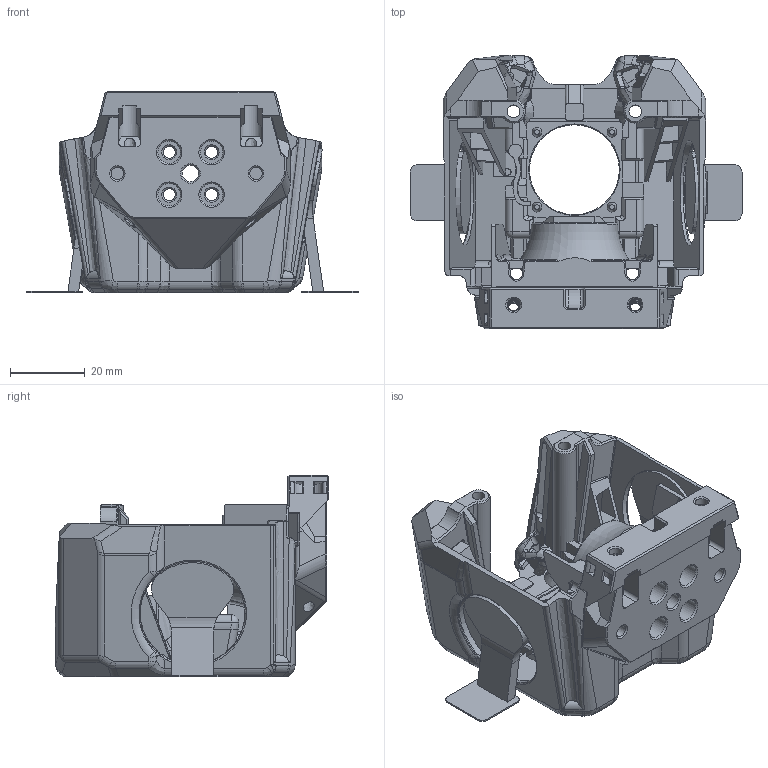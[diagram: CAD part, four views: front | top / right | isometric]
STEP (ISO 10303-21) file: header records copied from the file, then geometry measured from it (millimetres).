
FILE_DESCRIPTION(/* description */ ('STEP AP242','CAx-IF Rec.Pracs.---Representation and Presentation of Product Manufacturing Information (PMI)---4.0---2014-10-13','CAx-IF Rec.Pracs.---3D Tessellated Geometry---0.4---2014-09-14','2;1'),/* implementation_level */ '2;1');
FILE_NAME(/* name */ 'A4T Cowling - Teakettle - G2-Orbiter spacing [cw2-tap]',/* time_stamp */ '2025-01-14T09:48:49Z',/* author */ (''),/* organization */ (''),/* preprocessor_version */ 'ST-DEVELOPER v20',/* originating_system */ 'ONSHAPE BY PTC INC, 1.192',/* authorisation */ ' ');
FILE_SCHEMA (('AP242_MANAGED_MODEL_BASED_3D_ENGINEERING_MIM_LF { 1 0 10303 442 1 1 4 }'));
Products named in the file (6): Support_LED-slots; Support_Fan-slot; Support_Duct_Right; A4T Cowling - Teakettle; Support_Duct_Left
Bounding box: 88.58 x 73.04 x 53.8 mm (x, y, z)
Volume: 63514.9 mm3; surface area: 42005.6 mm2
Topology: 6 solids, 11 shells, 1655 faces, 4520 edges, 2858 vertices
Faces by surface type: plane 863, cylinder 367, bspline 280, cone 82, torus 42, sphere 21
Full cylindrical faces by diameter (mm): 1.805 x2, 2.719 x2, 3.2 x4, 3.263 x2, 3.3 x4, 3.4 x6, 4.4 x1, 5.9 x4, 6 x4, 24 x1, 28 x2
Entity records: 58225 total; most frequent: CARTESIAN_POINT 18611, ORIENTED_EDGE 8756, DIRECTION 7478, EDGE_CURVE 4378, VERTEX_POINT 2813, AXIS2_PLACEMENT_3D 2523, LINE 2432, VECTOR 2432
